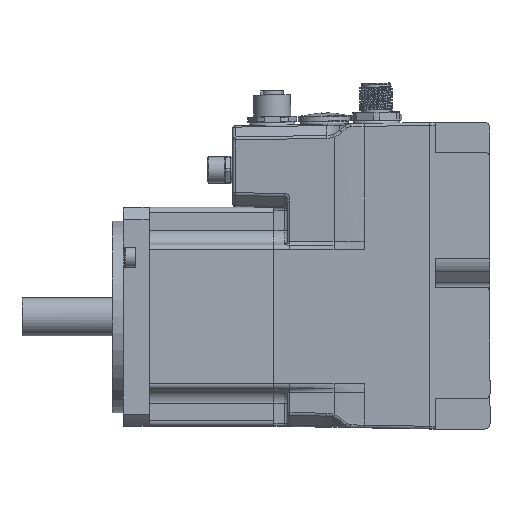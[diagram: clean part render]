
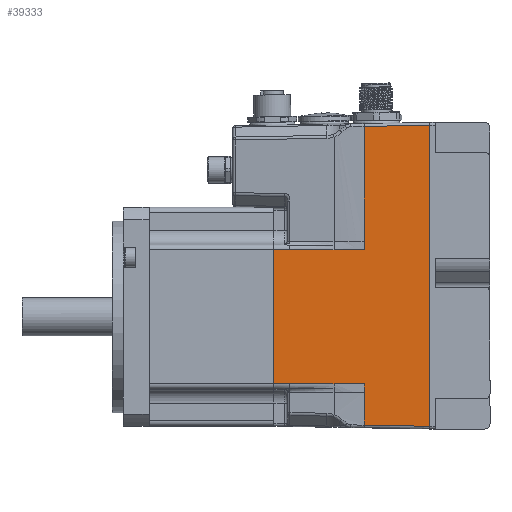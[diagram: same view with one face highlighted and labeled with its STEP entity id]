
A CAD part, left-side view. The second image highlights one B-rep face of the part: STEP entity #39333.
In plain terms, the highlighted planar face has unit normal (-1, 0.018, 0).
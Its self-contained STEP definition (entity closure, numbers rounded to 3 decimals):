
#844=B_SPLINE_CURVE_WITH_KNOTS('',3,(#67539,#67540,#67541,#67542,#67543,
#67544),.UNSPECIFIED.,.F.,.F.,(4,2,4),(-43.006,-13.565,
-1.),.UNSPECIFIED.);
#1525=LINE('',#57138,#4533);
#1673=LINE('',#66367,#4681);
#1676=LINE('',#66376,#4684);
#1679=LINE('',#66752,#4687);
#1680=LINE('',#66976,#4688);
#1681=LINE('',#67500,#4689);
#1682=LINE('',#67502,#4690);
#1693=LINE('',#67546,#4701);
#1694=LINE('',#67548,#4702);
#1695=LINE('',#67550,#4703);
#1696=LINE('',#67552,#4704);
#1697=LINE('',#67553,#4705);
#1698=LINE('',#67554,#4706);
#4533=VECTOR('',#45830,10.);
#4681=VECTOR('',#46462,10.);
#4684=VECTOR('',#46473,10.);
#4687=VECTOR('',#46484,10.);
#4688=VECTOR('',#46485,10.);
#4689=VECTOR('',#46486,10.);
#4690=VECTOR('',#46487,10.);
#4701=VECTOR('',#46532,10.);
#4702=VECTOR('',#46533,10.);
#4703=VECTOR('',#46534,10.);
#4704=VECTOR('',#46535,10.);
#4705=VECTOR('',#46536,10.);
#4706=VECTOR('',#46537,10.);
#8737=FACE_OUTER_BOUND('',#10938,.T.);
#10938=EDGE_LOOP('',(#25775,#25776,#25777,#25778,#25779,#25780,#25781,#25782,
#25783,#25784,#25785,#25786,#25787,#25788));
#15070=VERTEX_POINT('',#57134);
#15072=VERTEX_POINT('',#57137);
#15264=VERTEX_POINT('',#66260);
#15274=VERTEX_POINT('',#66366);
#15276=VERTEX_POINT('',#66374);
#15285=VERTEX_POINT('',#66707);
#15286=VERTEX_POINT('',#66751);
#15289=VERTEX_POINT('',#66975);
#15291=VERTEX_POINT('',#67499);
#15292=VERTEX_POINT('',#67501);
#15302=VERTEX_POINT('',#67545);
#15303=VERTEX_POINT('',#67547);
#15304=VERTEX_POINT('',#67549);
#15305=VERTEX_POINT('',#67551);
#18984=EDGE_CURVE('',#15072,#15070,#1525,.F.);
#19340=EDGE_CURVE('',#15274,#15264,#1673,.T.);
#19345=EDGE_CURVE('',#15070,#15276,#1676,.T.);
#19355=EDGE_CURVE('',#15285,#15286,#1679,.T.);
#19359=EDGE_CURVE('',#15286,#15289,#1680,.T.);
#19364=EDGE_CURVE('',#15289,#15291,#1681,.T.);
#19365=EDGE_CURVE('',#15291,#15292,#1682,.T.);
#19385=EDGE_CURVE('',#15292,#15276,#844,.T.);
#19386=EDGE_CURVE('',#15285,#15302,#1693,.T.);
#19387=EDGE_CURVE('',#15302,#15303,#1694,.T.);
#19388=EDGE_CURVE('',#15303,#15304,#1695,.T.);
#19389=EDGE_CURVE('',#15304,#15305,#1696,.T.);
#19390=EDGE_CURVE('',#15305,#15274,#1697,.T.);
#19391=EDGE_CURVE('',#15264,#15072,#1698,.T.);
#25775=ORIENTED_EDGE('',*,*,#18984,.T.);
#25776=ORIENTED_EDGE('',*,*,#19345,.T.);
#25777=ORIENTED_EDGE('',*,*,#19385,.F.);
#25778=ORIENTED_EDGE('',*,*,#19365,.F.);
#25779=ORIENTED_EDGE('',*,*,#19364,.F.);
#25780=ORIENTED_EDGE('',*,*,#19359,.F.);
#25781=ORIENTED_EDGE('',*,*,#19355,.F.);
#25782=ORIENTED_EDGE('',*,*,#19386,.T.);
#25783=ORIENTED_EDGE('',*,*,#19387,.T.);
#25784=ORIENTED_EDGE('',*,*,#19388,.T.);
#25785=ORIENTED_EDGE('',*,*,#19389,.T.);
#25786=ORIENTED_EDGE('',*,*,#19390,.T.);
#25787=ORIENTED_EDGE('',*,*,#19340,.T.);
#25788=ORIENTED_EDGE('',*,*,#19391,.T.);
#36007=PLANE('',#41786);
#39333=ADVANCED_FACE('',(#8737),#36007,.T.);
#41786=AXIS2_PLACEMENT_3D('',#67538,#46530,#46531);
#45830=DIRECTION('',(0.,0.,-1.));
#46462=DIRECTION('',(0.,0.,-1.));
#46473=DIRECTION('',(0.017,1.,-0.017));
#46484=DIRECTION('',(-0.017,-1.,0.));
#46485=DIRECTION('',(-0.017,-1.,0.));
#46486=DIRECTION('',(-0.017,-1.,0.));
#46487=DIRECTION('',(0.,0.,1.));
#46530=DIRECTION('center_axis',(-1.,0.017,0.));
#46531=DIRECTION('ref_axis',(0.,0.,
1.));
#46532=DIRECTION('',(0.,0.,-1.));
#46533=DIRECTION('',(-0.017,-1.,0.));
#46534=DIRECTION('',(-0.017,-1.,0.));
#46535=DIRECTION('',(-0.017,-1.,0.));
#46536=DIRECTION('',(0.,0.,-1.));
#46537=DIRECTION('',(-0.017,-1.,-0.017));
#57134=CARTESIAN_POINT('',(-40.995,-57.,69.995));
#57137=CARTESIAN_POINT('',(-40.995,-57.,-39.996));
#57138=CARTESIAN_POINT('',(-40.995,-57.,-46.185));
#66260=CARTESIAN_POINT('',(-40.576,-33.024,-39.577));
#66366=CARTESIAN_POINT('',(-40.576,-33.024,-27.57));
#66367=CARTESIAN_POINT('',(-40.576,-33.024,-27.57));
#66374=CARTESIAN_POINT('',(-40.576,-33.024,69.577));
#66376=CARTESIAN_POINT('',(-40.89,-51.,69.89));
#66707=CARTESIAN_POINT('',(-40.,0.,24.505));
#66751=CARTESIAN_POINT('',(-40.103,-5.906,24.505));
#66752=CARTESIAN_POINT('',(-40.,0.001,24.505));
#66975=CARTESIAN_POINT('',(-40.384,-22.,24.505));
#66976=CARTESIAN_POINT('',(-40.103,-5.906,24.505));
#67499=CARTESIAN_POINT('',(-40.576,-33.024,24.505));
#67500=CARTESIAN_POINT('',(-40.384,-22.,24.505));
#67501=CARTESIAN_POINT('',(-40.576,-33.024,27.57));
#67502=CARTESIAN_POINT('',(-40.576,-33.024,24.505));
#67538=CARTESIAN_POINT('Origin',(-39.651,20.,-41.25));
#67539=CARTESIAN_POINT('Ctrl Pts',(-40.576,-33.024,
27.57));
#67540=CARTESIAN_POINT('Ctrl Pts',(-40.576,-33.024,
37.384));
#67541=CARTESIAN_POINT('Ctrl Pts',(-40.576,-33.024,
47.198));
#67542=CARTESIAN_POINT('Ctrl Pts',(-40.576,-33.024,61.2));
#67543=CARTESIAN_POINT('Ctrl Pts',(-40.576,-33.024,
65.388));
#67544=CARTESIAN_POINT('Ctrl Pts',(-40.576,-33.024,
69.577));
#67545=CARTESIAN_POINT('',(-40.,0.,-24.505));
#67546=CARTESIAN_POINT('',(-40.,0.,-46.997));
#67547=CARTESIAN_POINT('',(-40.103,-5.906,-24.505));
#67548=CARTESIAN_POINT('',(-40.,0.001,-24.505));
#67549=CARTESIAN_POINT('',(-40.384,-22.,-24.505));
#67550=CARTESIAN_POINT('',(-40.103,-5.906,-24.505));
#67551=CARTESIAN_POINT('',(-40.576,-33.024,-24.505));
#67552=CARTESIAN_POINT('',(-40.384,-22.,-24.505));
#67553=CARTESIAN_POINT('',(-40.576,-33.024,-24.505));
#67554=CARTESIAN_POINT('',(-40.576,-33.024,-39.577));
